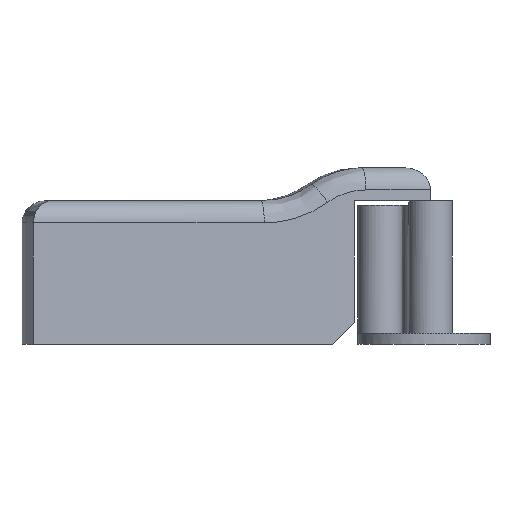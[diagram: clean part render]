
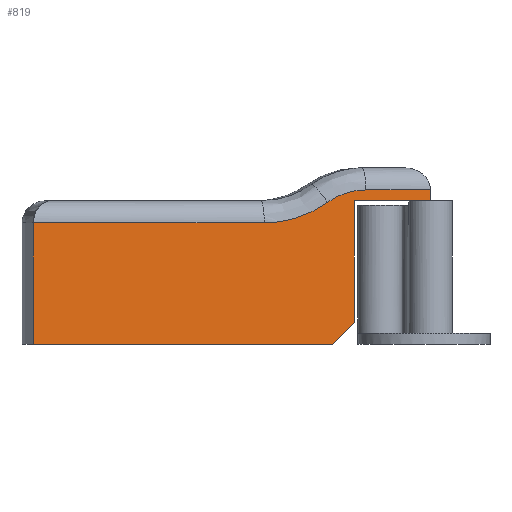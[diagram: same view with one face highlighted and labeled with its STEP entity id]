
A CAD part, left-side view. The second image highlights one B-rep face of the part: STEP entity #819.
In plain terms, the highlighted planar face has unit normal (-0.988, -0.156, 0).
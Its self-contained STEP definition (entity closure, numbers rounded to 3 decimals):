
#25=B_SPLINE_CURVE_WITH_KNOTS('',3,(#1301,#1302,#1303,#1304),
 .UNSPECIFIED.,.F.,.F.,(4,4),(-0.623,0.),
 .UNSPECIFIED.);
#42=ELLIPSE('',#892,5.251,4.517);
#44=LINE('',#1260,#88);
#47=LINE('',#1271,#91);
#50=LINE('',#1284,#94);
#52=LINE('',#1292,#96);
#53=LINE('',#1293,#97);
#54=LINE('',#1295,#98);
#55=LINE('',#1297,#99);
#56=LINE('',#1305,#100);
#88=VECTOR('',#998,27.5);
#91=VECTOR('',#1009,11.);
#94=VECTOR('',#1020,7.);
#96=VECTOR('',#1028,2.828);
#97=VECTOR('',#1029,11.);
#98=VECTOR('',#1030,1.);
#99=VECTOR('',#1031,5.949);
#100=VECTOR('',#1034,21.218);
#135=PLANE('',#891);
#206=FACE_OUTER_BOUND('',#268,.T.);
#268=EDGE_LOOP('',(#602,#603,#604,#605,#606,#607,#608,#609,#610,#611));
#392=VERTEX_POINT('',#1258);
#393=VERTEX_POINT('',#1259);
#397=VERTEX_POINT('',#1268);
#402=VERTEX_POINT('',#1282);
#403=VERTEX_POINT('',#1283);
#406=VERTEX_POINT('',#1291);
#407=VERTEX_POINT('',#1294);
#408=VERTEX_POINT('',#1296);
#409=VERTEX_POINT('',#1298);
#410=VERTEX_POINT('',#1300);
#469=EDGE_CURVE('',#392,#393,#44,.T.);
#475=EDGE_CURVE('',#397,#392,#47,.T.);
#480=EDGE_CURVE('',#402,#403,#50,.T.);
#484=EDGE_CURVE('',#393,#406,#52,.T.);
#485=EDGE_CURVE('',#406,#402,#53,.T.);
#486=EDGE_CURVE('',#403,#407,#54,.T.);
#487=EDGE_CURVE('',#408,#407,#55,.T.);
#488=EDGE_CURVE('',#408,#409,#42,.T.);
#489=EDGE_CURVE('',#409,#410,#25,.T.);
#490=EDGE_CURVE('',#397,#410,#56,.T.);
#602=ORIENTED_EDGE('',*,*,#484,.T.);
#603=ORIENTED_EDGE('',*,*,#485,.T.);
#604=ORIENTED_EDGE('',*,*,#480,.T.);
#605=ORIENTED_EDGE('',*,*,#486,.T.);
#606=ORIENTED_EDGE('',*,*,#487,.F.);
#607=ORIENTED_EDGE('',*,*,#488,.T.);
#608=ORIENTED_EDGE('',*,*,#489,.T.);
#609=ORIENTED_EDGE('',*,*,#490,.F.);
#610=ORIENTED_EDGE('',*,*,#475,.T.);
#611=ORIENTED_EDGE('',*,*,#469,.T.);
#819=ADVANCED_FACE('',(#206),#135,.T.);
#891=AXIS2_PLACEMENT_3D('',#1290,#1026,#1027);
#892=AXIS2_PLACEMENT_3D('',#1299,#1032,#1033);
#998=DIRECTION('',(0.156,-0.988,0.));
#1009=DIRECTION('',(0.,0.,-1.));
#1020=DIRECTION('',(0.156,-0.988,0.));
#1026=DIRECTION('center_axis',(-0.988,-0.156,0.));
#1027=DIRECTION('ref_axis',(-0.156,0.988,0.));
#1028=DIRECTION('',(0.111,-0.698,0.707));
#1029=DIRECTION('',(0.,0.,1.));
#1030=DIRECTION('',(0.,0.,1.));
#1031=DIRECTION('',(0.156,-0.988,0.));
#1032=DIRECTION('center_axis',(-0.988,-0.156,0.));
#1033=DIRECTION('ref_axis',(0.149,-0.941,0.305));
#1034=DIRECTION('',(0.156,-0.988,0.));
#1258=CARTESIAN_POINT('',(-1711.223,43.034,0.));
#1259=CARTESIAN_POINT('',(-1706.921,15.872,0.));
#1260=CARTESIAN_POINT('',(-1711.223,43.034,0.));
#1268=CARTESIAN_POINT('',(-1711.223,43.034,11.));
#1271=CARTESIAN_POINT('',(-1711.223,43.034,11.));
#1282=CARTESIAN_POINT('',(-1706.608,13.897,13.));
#1283=CARTESIAN_POINT('',(-1705.513,6.983,13.));
#1284=CARTESIAN_POINT('',(-1706.608,13.897,13.));
#1290=CARTESIAN_POINT('Origin',(-1711.815,46.775,-1.52));
#1291=CARTESIAN_POINT('',(-1706.608,13.897,2.));
#1292=CARTESIAN_POINT('',(-1706.921,15.872,0.));
#1293=CARTESIAN_POINT('',(-1706.608,13.897,2.));
#1294=CARTESIAN_POINT('',(-1705.513,6.983,14.));
#1295=CARTESIAN_POINT('',(-1705.513,6.983,13.));
#1296=CARTESIAN_POINT('',(-1706.443,12.859,14.));
#1297=CARTESIAN_POINT('',(-1706.443,12.859,14.));
#1298=CARTESIAN_POINT('',(-1706.991,16.316,12.875));
#1299=CARTESIAN_POINT('Origin',(-1706.514,13.307,9.41));
#1300=CARTESIAN_POINT('',(-1707.903,22.077,11.));
#1301=CARTESIAN_POINT('Ctrl Pts',(-1706.991,16.316,12.875));
#1302=CARTESIAN_POINT('Ctrl Pts',(-1707.255,17.982,11.666));
#1303=CARTESIAN_POINT('Ctrl Pts',(-1707.579,20.027,11.));
#1304=CARTESIAN_POINT('Ctrl Pts',(-1707.903,22.077,11.));
#1305=CARTESIAN_POINT('',(-1711.223,43.034,11.));
